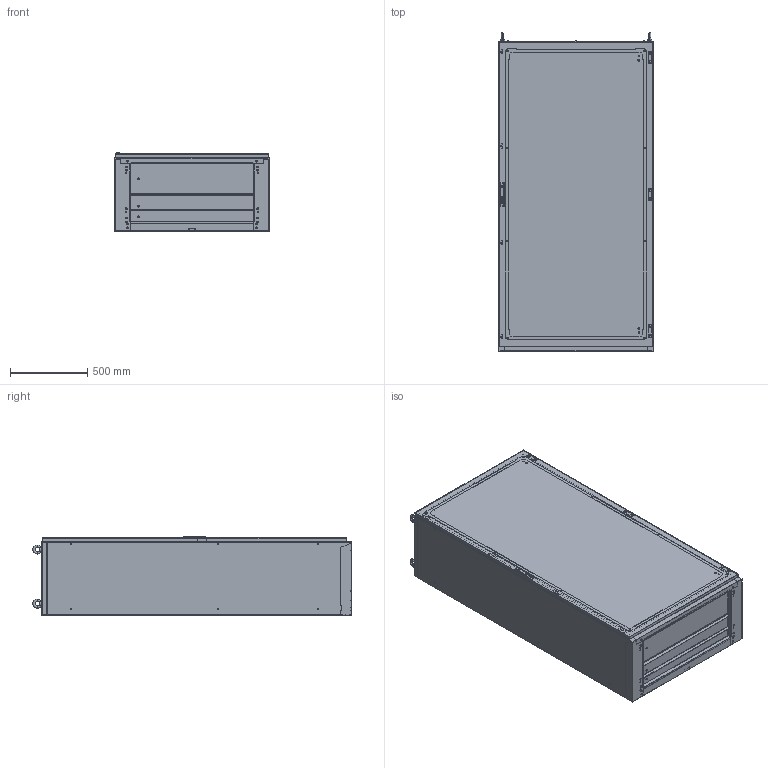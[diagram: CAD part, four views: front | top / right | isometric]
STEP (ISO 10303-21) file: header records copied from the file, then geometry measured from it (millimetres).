
FILE_DESCRIPTION (( 'STEP AP214' ), '1' );
FILE_NAME ('0390-1020-50-07.step', '2022-07-28T11:04:04', ( '' ), ( '' ), 'SwSTEP 2.0', 'SolidWorks 2019', '' );
FILE_SCHEMA (( 'AUTOMOTIVE_DESIGN' ));
Length unit declared in the file: millimetre
Products named in the file (5): Korpus_ss_1020-50; Dachplatte_ss_0390-1000-50-07; Bodenplattensatz_s_0396-1000-50-03; 0390-1020-50-07; TuerR_s_0395-1020-00-97
Assembly tree (4 placements, depth 2):
  0390-1020-50-07
    Korpus_ss_1020-50
    TuerR_s_0395-1020-00-97
    Dachplatte_ss_0390-1000-50-07
    Bodenplattensatz_s_0396-1000-50-03
Bounding box: 1000 x 2057.99 x 507.5 mm (x, y, z)
Volume: 15053260.5 mm3; surface area: 16893380.2 mm2
Topology: 42 solids, 42 shells, 4413 faces, 11694 edges, 7732 vertices
Faces by surface type: plane 2395, cylinder 1808, cone 172, torus 24, bspline 14
Entity records: 168398 total; most frequent: CARTESIAN_POINT 25847, DIRECTION 24106, ORIENTED_EDGE 23388, EDGE_CURVE 11694, AXIS2_PLACEMENT_3D 8283, VERTEX_POINT 7732, VECTOR 7540, LINE 7540
